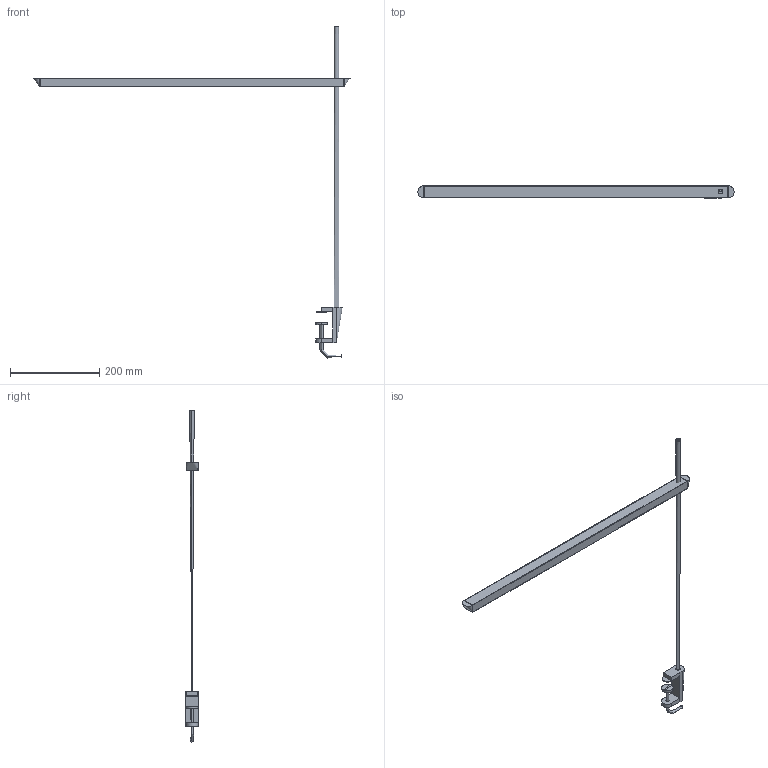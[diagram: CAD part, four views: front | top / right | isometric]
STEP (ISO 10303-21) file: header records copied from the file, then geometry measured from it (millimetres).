
FILE_DESCRIPTION(/* description */ (''),/* implementation_level */ '2;1');
FILE_NAME(/* name */ '3D 067850_Talak pro clamp',/* time_stamp */ '2017-05-30T17:44:42+02:00',/* author */ (''),/* organization */ (''),/* preprocessor_version */ 'ST-DEVELOPER v10',/* originating_system */ '',/* authorisation */ '');
FILE_SCHEMA (('AUTOMOTIVE_DESIGN_CC2'));
Length unit declared in the file: millimetre
Products named in the file (1): 1
Bounding box: 706.99 x 27.34 x 742.08 mm (x, y, z)
Volume: 8993.8 mm3; surface area: 137036.8 mm2
Topology: 4 solids, 13 shells, 93 faces, 272 edges, 169 vertices
Faces by surface type: plane 57, bspline 36
Entity records: 3163 total; most frequent: CARTESIAN_POINT 1472, ORIENTED_EDGE 417, EDGE_CURVE 250, B_SPLINE_CURVE_WITH_KNOTS 170, VERTEX_POINT 149, EDGE_LOOP 98, ADVANCED_FACE 93, FACE_OUTER_BOUND 93
